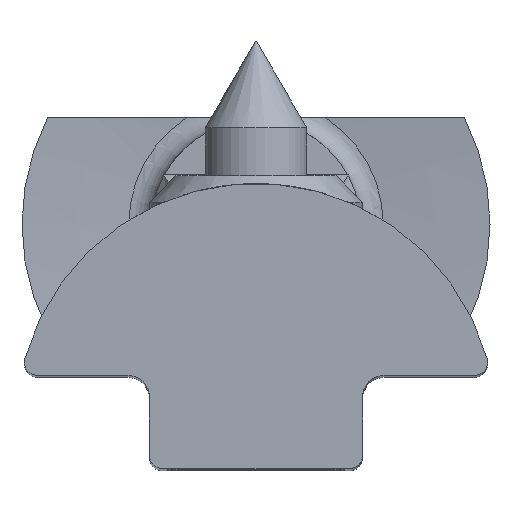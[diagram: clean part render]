
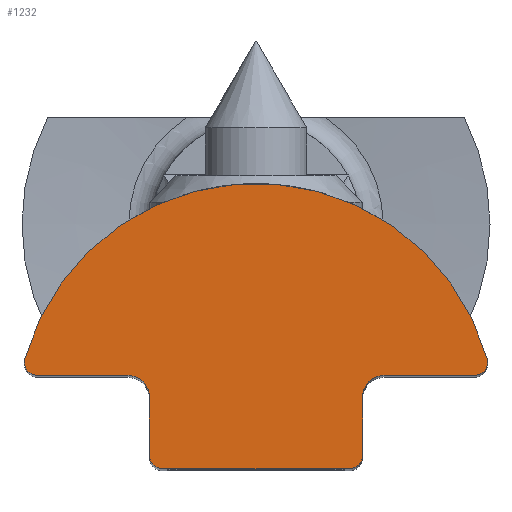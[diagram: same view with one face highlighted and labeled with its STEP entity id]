
A CAD part, top view. The second image highlights one B-rep face of the part: STEP entity #1232.
In plain terms, the highlighted planar face has unit normal (0, 0, 1).
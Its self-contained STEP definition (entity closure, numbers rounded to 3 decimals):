
#100=PLANE('',#1341);
#160=LINE('',#1987,#238);
#167=LINE('',#2006,#245);
#173=LINE('',#2025,#251);
#180=LINE('',#2049,#258);
#182=LINE('',#2053,#260);
#238=VECTOR('',#1501,3.383);
#245=VECTOR('',#1516,2.2);
#251=VECTOR('',#1534,7.);
#258=VECTOR('',#1565,3.383);
#260=VECTOR('',#1571,2.2);
#341=CIRCLE('',#1315,0.8);
#343=CIRCLE('',#1319,0.8);
#345=CIRCLE('',#1323,0.5);
#347=CIRCLE('',#1328,0.5);
#349=CIRCLE('',#1331,9.);
#351=CIRCLE('',#1335,0.5);
#352=CIRCLE('',#1337,0.5);
#414=FACE_OUTER_BOUND('',#502,.T.);
#502=EDGE_LOOP('',(#965,#966,#967,#968,#969,#970,#971,#972,#973,#974,#975,
#976));
#604=VERTEX_POINT('',#1979);
#605=VERTEX_POINT('',#1981);
#606=VERTEX_POINT('',#1985);
#609=VERTEX_POINT('',#1992);
#610=VERTEX_POINT('',#1994);
#614=VERTEX_POINT('',#2004);
#617=VERTEX_POINT('',#2011);
#618=VERTEX_POINT('',#2013);
#621=VERTEX_POINT('',#2024);
#622=VERTEX_POINT('',#2028);
#624=VERTEX_POINT('',#2034);
#626=VERTEX_POINT('',#2045);
#722=EDGE_CURVE('',#604,#605,#341,.T.);
#725=EDGE_CURVE('',#606,#604,#160,.T.);
#728=EDGE_CURVE('',#609,#610,#343,.T.);
#734=EDGE_CURVE('',#614,#609,#167,.T.);
#737=EDGE_CURVE('',#617,#618,#345,.T.);
#743=EDGE_CURVE('',#618,#621,#173,.T.);
#745=EDGE_CURVE('',#622,#606,#347,.T.);
#749=EDGE_CURVE('',#624,#622,#349,.T.);
#753=EDGE_CURVE('',#621,#614,#351,.T.);
#754=EDGE_CURVE('',#626,#624,#352,.T.);
#756=EDGE_CURVE('',#610,#626,#180,.T.);
#758=EDGE_CURVE('',#605,#617,#182,.T.);
#965=ORIENTED_EDGE('',*,*,#737,.F.);
#966=ORIENTED_EDGE('',*,*,#758,.F.);
#967=ORIENTED_EDGE('',*,*,#722,.F.);
#968=ORIENTED_EDGE('',*,*,#725,.F.);
#969=ORIENTED_EDGE('',*,*,#745,.F.);
#970=ORIENTED_EDGE('',*,*,#749,.F.);
#971=ORIENTED_EDGE('',*,*,#754,.F.);
#972=ORIENTED_EDGE('',*,*,#756,.F.);
#973=ORIENTED_EDGE('',*,*,#728,.F.);
#974=ORIENTED_EDGE('',*,*,#734,.F.);
#975=ORIENTED_EDGE('',*,*,#753,.F.);
#976=ORIENTED_EDGE('',*,*,#743,.F.);
#1232=ADVANCED_FACE('',(#414),#100,.T.);
#1315=AXIS2_PLACEMENT_3D('',#1982,#1495,#1496);
#1319=AXIS2_PLACEMENT_3D('',#1995,#1507,#1508);
#1323=AXIS2_PLACEMENT_3D('',#2014,#1522,#1523);
#1328=AXIS2_PLACEMENT_3D('',#2029,#1538,#1539);
#1331=AXIS2_PLACEMENT_3D('',#2036,#1546,#1547);
#1335=AXIS2_PLACEMENT_3D('',#2043,#1556,#1557);
#1337=AXIS2_PLACEMENT_3D('',#2046,#1560,#1561);
#1341=AXIS2_PLACEMENT_3D('',#2054,#1572,#1573);
#1495=DIRECTION('center_axis',(0.,0.,
1.));
#1496=DIRECTION('ref_axis',(-0.707,0.707,0.));
#1501=DIRECTION('',(-1.,0.,0.));
#1507=DIRECTION('center_axis',(0.,0.,
1.));
#1508=DIRECTION('ref_axis',(0.707,0.707,0.));
#1516=DIRECTION('',(0.,1.,0.));
#1522=DIRECTION('center_axis',(0.,0.,
-1.));
#1523=DIRECTION('ref_axis',(0.707,-0.707,0.));
#1534=DIRECTION('',(-1.,0.,0.));
#1538=DIRECTION('center_axis',(0.,0.,
-1.));
#1539=DIRECTION('ref_axis',(0.797,-0.604,0.));
#1546=DIRECTION('center_axis',(0.,0.,-1.));
#1547=DIRECTION('ref_axis',(0.98,0.2,0.));
#1556=DIRECTION('center_axis',(0.,0.,
-1.));
#1557=DIRECTION('ref_axis',(-0.707,-0.707,0.));
#1560=DIRECTION('center_axis',(0.,0.,
-1.));
#1561=DIRECTION('ref_axis',(-0.797,-0.604,0.));
#1565=DIRECTION('',(-1.,0.,0.));
#1571=DIRECTION('',(0.,-1.,0.));
#1572=DIRECTION('center_axis',(0.,0.,
1.));
#1573=DIRECTION('ref_axis',(1.,0.,0.));
#1979=CARTESIAN_POINT('',(4.8,-1.85,22.75));
#1981=CARTESIAN_POINT('',(4.,-2.65,22.75));
#1982=CARTESIAN_POINT('Origin',(4.8,-2.65,22.75));
#1985=CARTESIAN_POINT('',(8.183,-1.85,22.75));
#1987=CARTESIAN_POINT('',(4.,-1.85,22.75));
#1992=CARTESIAN_POINT('',(-4.,-2.65,22.75));
#1994=CARTESIAN_POINT('',(-4.8,-1.85,22.75));
#1995=CARTESIAN_POINT('Origin',(-4.8,-2.65,22.75));
#2004=CARTESIAN_POINT('',(-4.,-4.85,22.75));
#2006=CARTESIAN_POINT('',(-4.,-1.85,22.75));
#2011=CARTESIAN_POINT('',(4.,-4.85,22.75));
#2013=CARTESIAN_POINT('',(3.5,-5.35,22.75));
#2014=CARTESIAN_POINT('Origin',(3.5,-4.85,22.75));
#2024=CARTESIAN_POINT('',(-3.5,-5.35,22.75));
#2025=CARTESIAN_POINT('',(-4.,-5.35,22.75));
#2028=CARTESIAN_POINT('',(8.664,-1.215,22.75));
#2029=CARTESIAN_POINT('Origin',(8.183,-1.35,22.75));
#2034=CARTESIAN_POINT('',(-8.664,-1.215,22.75));
#2036=CARTESIAN_POINT('Origin',(0.,-3.65,
22.75));
#2043=CARTESIAN_POINT('Origin',(-3.5,-4.85,22.75));
#2045=CARTESIAN_POINT('',(-8.183,-1.85,22.75));
#2046=CARTESIAN_POINT('Origin',(-8.183,-1.35,22.75));
#2049=CARTESIAN_POINT('',(-8.818,-1.85,22.75));
#2053=CARTESIAN_POINT('',(4.,-5.35,22.75));
#2054=CARTESIAN_POINT('Origin',(0.,-0.576,
22.75));
